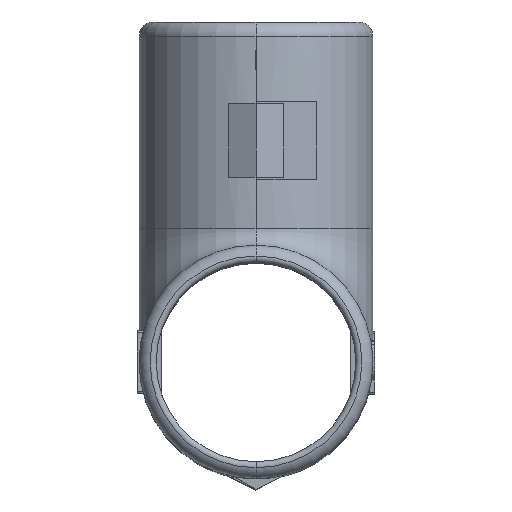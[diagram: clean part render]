
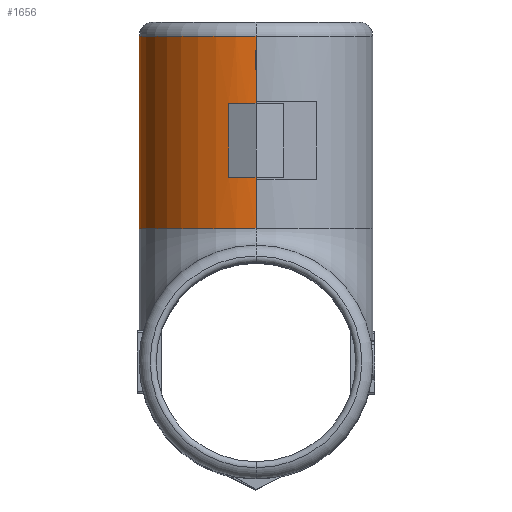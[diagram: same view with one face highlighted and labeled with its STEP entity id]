
A CAD part, top view. The second image highlights one B-rep face of the part: STEP entity #1656.
In plain terms, the highlighted cylindrical face has radius 12 mm (diameter 24 mm), a partial arc.
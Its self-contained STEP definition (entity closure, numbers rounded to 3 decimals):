
#1656=ADVANCED_FACE('',(#4802),#4804,.T.);
#4802=FACE_BOUND('',#4803,.T.);
#4803=EDGE_LOOP('',(#7419,#7420,#7421,#7422,#7423,#7424,#7425,#7426,#7427,#7428,
#7429,#7430,#7431));
#4804=CYLINDRICAL_SURFACE('',#4805,12.);
#4805=AXIS2_PLACEMENT_3D('',#4806,#4807,#4808);
#4806=CARTESIAN_POINT('',(0.,35.,0.));
#4807=DIRECTION('',(0.,-1.,0.));
#4808=DIRECTION('',(0.,0.,1.));
#7419=ORIENTED_EDGE('',*,*,#8655,.T.);
#7420=ORIENTED_EDGE('',*,*,#8656,.T.);
#7421=ORIENTED_EDGE('',*,*,#8645,.T.);
#7422=ORIENTED_EDGE('',*,*,#8657,.T.);
#7423=ORIENTED_EDGE('',*,*,#8658,.T.);
#7424=ORIENTED_EDGE('',*,*,#8659,.T.);
#7425=ORIENTED_EDGE('',*,*,#8648,.T.);
#7426=ORIENTED_EDGE('',*,*,#8660,.F.);
#7427=ORIENTED_EDGE('',*,*,#8661,.T.);
#7428=ORIENTED_EDGE('',*,*,#8632,.T.);
#7429=ORIENTED_EDGE('',*,*,#8662,.F.);
#7430=ORIENTED_EDGE('',*,*,#8663,.T.);
#7431=ORIENTED_EDGE('',*,*,#8664,.F.);
#8632=EDGE_CURVE('',#9882,#9880,#9883,.T.);
#8645=EDGE_CURVE('',#9893,#9903,#9905,.T.);
#8648=EDGE_CURVE('',#9909,#9907,#9910,.T.);
#8655=EDGE_CURVE('',#9922,#9923,#9924,.T.);
#8656=EDGE_CURVE('',#9923,#9893,#9925,.T.);
#8657=EDGE_CURVE('',#9903,#9926,#9927,.T.);
#8658=EDGE_CURVE('',#9926,#9928,#9929,.T.);
#8659=EDGE_CURVE('',#9928,#9909,#9930,.T.);
#8660=EDGE_CURVE('',#9931,#9907,#9932,.T.);
#8661=EDGE_CURVE('',#9931,#9882,#9933,.T.);
#8662=EDGE_CURVE('',#9934,#9880,#9935,.T.);
#8663=EDGE_CURVE('',#9934,#9936,#9937,.T.);
#8664=EDGE_CURVE('',#9922,#9936,#9938,.T.);
#9880=VERTEX_POINT('',#15241);
#9882=VERTEX_POINT('',#15245);
#9883=LINE('',#15246,#15247);
#9893=VERTEX_POINT('',#15272);
#9903=VERTEX_POINT('',#15294);
#9905=LINE('',#15298,#15299);
#9907=VERTEX_POINT('',#15305);
#9909=VERTEX_POINT('',#15310);
#9910=LINE('',#15311,#15312);
#9922=VERTEX_POINT('',#15338);
#9923=VERTEX_POINT('',#15339);
#9924=LINE('',#15340,#15341);
#9925=CIRCLE('',#15343,12.);
#9926=VERTEX_POINT('',#15347);
#9927=CIRCLE('',#15348,12.);
#9928=VERTEX_POINT('',#15352);
#9929=LINE('',#15353,#15354);
#9930=CIRCLE('',#15356,12.);
#9931=VERTEX_POINT('',#15360);
#9932=CIRCLE('',#15361,12.);
#9933=CIRCLE('',#15365,12.);
#9934=VERTEX_POINT('',#15369);
#9935=CIRCLE('',#15370,12.);
#9936=VERTEX_POINT('',#15374);
#9937=LINE('',#15375,#15376);
#9938=CIRCLE('',#15378,12.);
#15241=CARTESIAN_POINT('',(0.,19.,12.));
#15245=CARTESIAN_POINT('',(0.,13.75,12.));
#15246=CARTESIAN_POINT('',(0.,13.75,12.));
#15247=VECTOR('',#15248,1.);
#15248=DIRECTION('',(0.,1.,0.));
#15272=CARTESIAN_POINT('',(0.,33.5,-12.));
#15294=CARTESIAN_POINT('',(0.,26.8,-12.));
#15298=CARTESIAN_POINT('',(0.,33.5,-12.));
#15299=VECTOR('',#15300,1.);
#15300=DIRECTION('',(0.,-1.,0.));
#15305=CARTESIAN_POINT('',(0.,13.75,-12.));
#15310=CARTESIAN_POINT('',(0.,18.8,-12.));
#15311=CARTESIAN_POINT('',(0.,18.8,-12.));
#15312=VECTOR('',#15313,1.);
#15313=DIRECTION('',(0.,-1.,0.));
#15338=CARTESIAN_POINT('',(0.,26.6,12.));
#15339=CARTESIAN_POINT('',(0.,33.5,12.));
#15340=CARTESIAN_POINT('',(0.,26.6,12.));
#15341=VECTOR('',#15342,1.);
#15342=DIRECTION('',(0.,1.,0.));
#15343=AXIS2_PLACEMENT_3D('',#15344,#15345,#15346);
#15344=CARTESIAN_POINT('',(0.,33.5,0.));
#15345=DIRECTION('',(0.,-1.,0.));
#15346=DIRECTION('',(0.,0.,1.));
#15347=CARTESIAN_POINT('',(-6.232,26.8,-10.255));
#15348=AXIS2_PLACEMENT_3D('',#15349,#15350,#15351);
#15349=CARTESIAN_POINT('',(0.,26.8,0.));
#15350=DIRECTION('',(0.,1.,-0.));
#15351=DIRECTION('',(0.,0.,-1.));
#15352=CARTESIAN_POINT('',(-6.232,18.8,-10.255));
#15353=CARTESIAN_POINT('',(-6.232,26.8,-10.255));
#15354=VECTOR('',#15355,1.);
#15355=DIRECTION('',(0.,-1.,0.));
#15356=AXIS2_PLACEMENT_3D('',#15357,#15358,#15359);
#15357=CARTESIAN_POINT('',(0.,18.8,0.));
#15358=DIRECTION('',(0.,-1.,-0.));
#15359=DIRECTION('',(-0.519,0.,-0.855));
#15360=CARTESIAN_POINT('',(-12.,13.75,0.));
#15361=AXIS2_PLACEMENT_3D('',#15362,#15363,#15364);
#15362=CARTESIAN_POINT('',(0.,13.75,0.));
#15363=DIRECTION('',(0.,-1.,0.));
#15364=DIRECTION('',(-1.,0.,0.));
#15365=AXIS2_PLACEMENT_3D('',#15366,#15367,#15368);
#15366=CARTESIAN_POINT('',(0.,13.75,0.));
#15367=DIRECTION('',(-0.,1.,-0.));
#15368=DIRECTION('',(-1.,0.,0.));
#15369=CARTESIAN_POINT('',(-2.8,19.,11.669));
#15370=AXIS2_PLACEMENT_3D('',#15371,#15372,#15373);
#15371=CARTESIAN_POINT('',(0.,19.,0.));
#15372=DIRECTION('',(0.,1.,0.));
#15373=DIRECTION('',(-0.233,0.,0.972));
#15374=CARTESIAN_POINT('',(-2.8,26.6,11.669));
#15375=CARTESIAN_POINT('',(-2.8,19.,11.669));
#15376=VECTOR('',#15377,1.);
#15377=DIRECTION('',(0.,1.,0.));
#15378=AXIS2_PLACEMENT_3D('',#15379,#15380,#15381);
#15379=CARTESIAN_POINT('',(0.,26.6,0.));
#15380=DIRECTION('',(0.,-1.,0.));
#15381=DIRECTION('',(0.,0.,1.));
